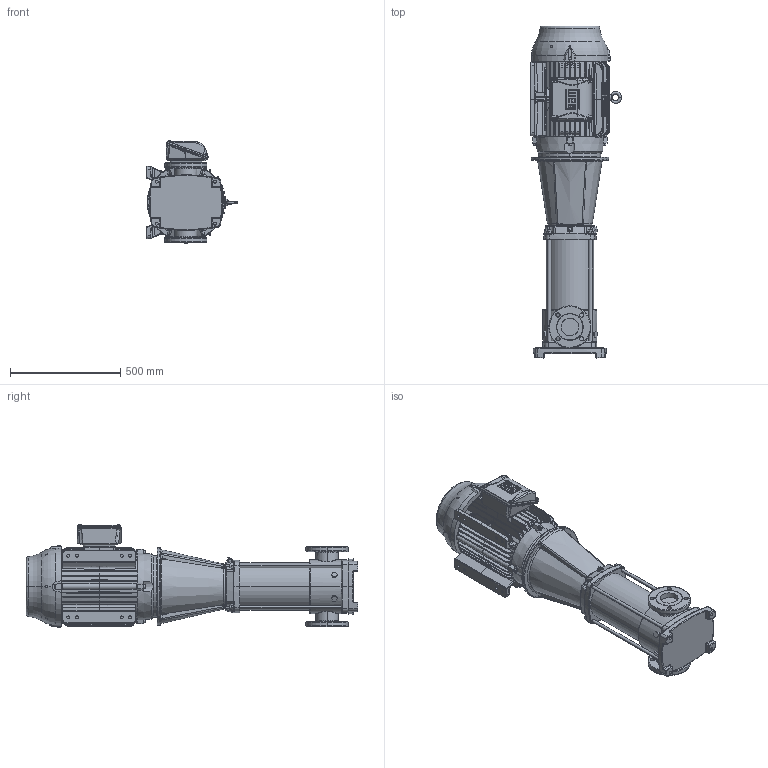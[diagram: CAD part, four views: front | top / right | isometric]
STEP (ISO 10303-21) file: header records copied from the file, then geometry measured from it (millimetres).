
FILE_DESCRIPTION (( 'STEP AP203' ), '1' );
FILE_NAME ('3350121 - MVI-225-4_2-30 HP-286TSC-304-E-575~3.step', '2022-03-31T14:52:15', ( '' ), ( '' ), 'SwSTEP 2.0', 'SolidWorks 2021', '' );
FILE_SCHEMA (( 'CONFIG_CONTROL_DESIGN' ));
Length unit declared in the file: inch
Products named in the file (5): MVI PEO - [304-EPDM]_3304121 - MVI-225-4_2-30 HP-286TSC-304-E-S; sbi_n_45-4_2_flange(NEMA); 2700107 - NEMA V2 30 HP 284_6TSC 575~3 TEFC W; 3350121 - MVI-225-4_2-30 HP-286TSC-304-E-575~3; TEFC MOTOR_2700107 - NEMA V2 30 HP 284_6TSC 575~3 TEFC W
Assembly tree (4 placements, depth 3):
  3350121 - MVI-225-4_2-30 HP-286TSC-304-E-575~3
    MVI PEO - [304-EPDM]_3304121 - MVI-225-4_2-30 HP-286TSC-304-E-S
      sbi_n_45-4_2_flange(NEMA)
    TEFC MOTOR_2700107 - NEMA V2 30 HP 284_6TSC 575~3 TEFC W
      2700107 - NEMA V2 30 HP 284_6TSC 575~3 TEFC W
Bounding box: 410.76 x 1502.1 x 466.9 mm (x, y, z)
Volume: 94101590.5 mm3; surface area: 3420482.3 mm2
Topology: 20 solids, 29 shells, 3287 faces, 8263 edges, 5119 vertices
Faces by surface type: plane 997, cylinder 988, bspline 975, cone 256, torus 53, sphere 18
Entity records: 168608 total; most frequent: CARTESIAN_POINT 98709, ORIENTED_EDGE 16444, DIRECTION 11963, EDGE_CURVE 8222, VERTEX_POINT 5116, AXIS2_PLACEMENT_3D 4708, EDGE_LOOP 3472, ADVANCED_FACE 3287
